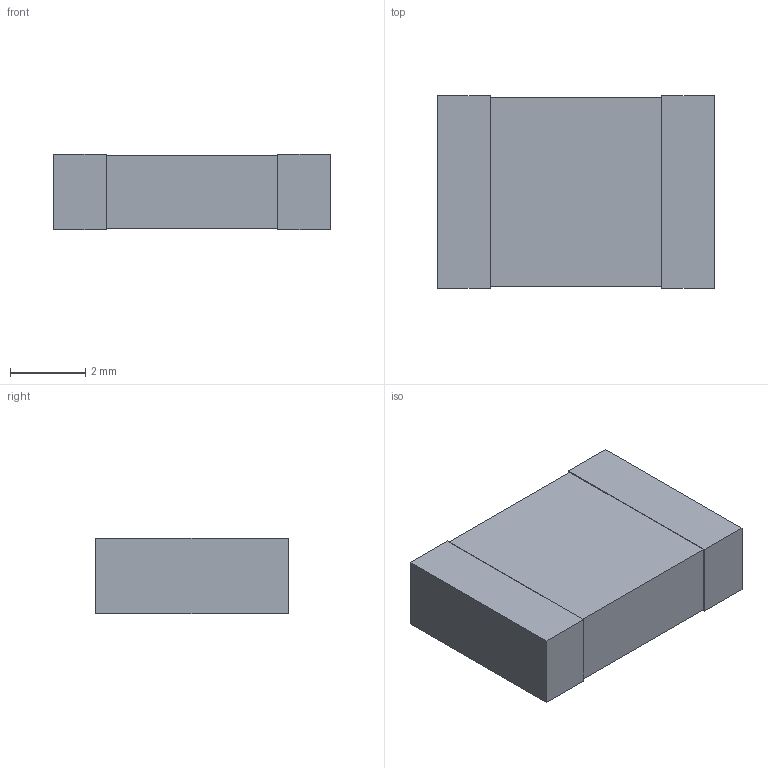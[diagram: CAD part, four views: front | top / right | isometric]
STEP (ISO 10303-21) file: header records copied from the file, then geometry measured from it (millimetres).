
FILE_DESCRIPTION (( 'STEP AP214' ), '1' );
FILE_NAME ('2920L110_60MR.STEP', '2020-09-18T16:58:10', ( '' ), ( '' ), 'SwSTEP 2.0', 'SolidWorks 2018', '' );
FILE_SCHEMA (( 'AUTOMOTIVE_DESIGN' ));
Length unit declared in the file: millimetre
Products named in the file (5): TERM1.STP; TERM2.STP; 2920L110_60MR.STP; BODY.STP; 2920L110_60MR
Assembly tree (4 placements, depth 3):
  2920L110_60MR
    2920L110_60MR.STP
      TERM1.STP
      TERM2.STP
      BODY.STP
Bounding box: 7.36 x 5.12 x 2 mm (x, y, z)
Volume: 73.5 mm3; surface area: 164.1 mm2
Topology: 3 solids, 3 shells, 18 faces, 36 edges, 24 vertices
Faces by surface type: plane 18
Entity records: 640 total; most frequent: DIRECTION 88, CARTESIAN_POINT 86, ORIENTED_EDGE 72, VECTOR 36, LINE 36, EDGE_CURVE 36, AXIS2_PLACEMENT_3D 26, VERTEX_POINT 24
